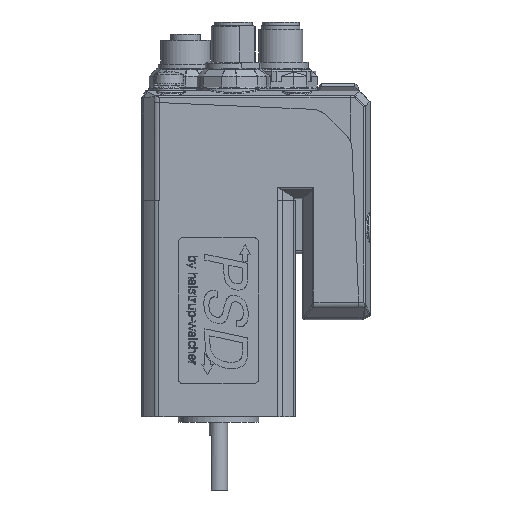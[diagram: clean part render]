
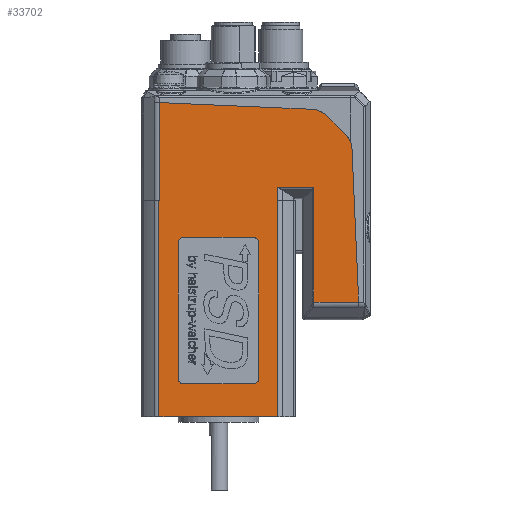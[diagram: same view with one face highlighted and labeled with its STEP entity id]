
A CAD part, left-side view. The second image highlights one B-rep face of the part: STEP entity #33702.
In plain terms, the highlighted planar face has unit normal (-1, 0, 0).
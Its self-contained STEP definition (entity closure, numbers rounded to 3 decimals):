
#2165=FACE_BOUND('',#5120,.T.);
#3224=FACE_OUTER_BOUND('',#5119,.T.);
#5119=EDGE_LOOP('',(#23564,#23565,#23566,#23567,#23568,#23569,#23570,#23571,
#23572,#23573,#23574,#23575,#23576,#23577,#23578));
#5120=EDGE_LOOP('',(#23579,#23580,#23581,#23582,#23583,#23584,#23585,#23586));
#7101=LINE('',#49468,#9573);
#7104=LINE('',#49483,#9576);
#7115=LINE('',#49525,#9587);
#7135=LINE('',#49603,#9607);
#7141=LINE('',#49629,#9613);
#7162=LINE('',#49714,#9634);
#7164=LINE('',#49729,#9636);
#7173=LINE('',#49811,#9645);
#7200=LINE('',#49897,#9672);
#7201=LINE('',#49899,#9673);
#7202=LINE('',#49901,#9674);
#7203=LINE('',#49905,#9675);
#7204=LINE('',#49908,#9676);
#7205=LINE('',#49913,#9677);
#7206=LINE('',#49917,#9678);
#7207=LINE('',#49921,#9679);
#7208=LINE('',#49924,#9680);
#9573=VECTOR('',#40144,10.);
#9576=VECTOR('',#40153,10.);
#9587=VECTOR('',#40192,10.);
#9607=VECTOR('',#40250,10.);
#9613=VECTOR('',#40270,10.);
#9634=VECTOR('',#40341,1000.);
#9636=VECTOR('',#40357,1000.);
#9645=VECTOR('',#40444,1000.);
#9672=VECTOR('',#40535,1000.);
#9673=VECTOR('',#40538,1000.);
#9674=VECTOR('',#40539,10.);
#9675=VECTOR('',#40542,10.);
#9676=VECTOR('',#40545,10.);
#9677=VECTOR('',#40548,10.);
#9678=VECTOR('',#40551,10.);
#9679=VECTOR('',#40554,10.);
#9680=VECTOR('',#40557,10.);
#12038=CIRCLE('',#36184,6.);
#12039=CIRCLE('',#36185,6.);
#12040=CIRCLE('',#36186,1.5);
#12041=CIRCLE('',#36187,1.5);
#12042=CIRCLE('',#36188,1.5);
#12043=CIRCLE('',#36189,1.5);
#13343=VERTEX_POINT('',#49459);
#13346=VERTEX_POINT('',#49467);
#13349=VERTEX_POINT('',#49482);
#13360=VERTEX_POINT('',#49522);
#13386=VERTEX_POINT('',#49599);
#13387=VERTEX_POINT('',#49601);
#13392=VERTEX_POINT('',#49627);
#13415=VERTEX_POINT('',#49713);
#13421=VERTEX_POINT('',#49727);
#13454=VERTEX_POINT('',#49808);
#13455=VERTEX_POINT('',#49810);
#13483=VERTEX_POINT('',#49900);
#13484=VERTEX_POINT('',#49902);
#13485=VERTEX_POINT('',#49904);
#13486=VERTEX_POINT('',#49906);
#13487=VERTEX_POINT('',#49909);
#13488=VERTEX_POINT('',#49910);
#13489=VERTEX_POINT('',#49912);
#13490=VERTEX_POINT('',#49914);
#13491=VERTEX_POINT('',#49916);
#13492=VERTEX_POINT('',#49918);
#13493=VERTEX_POINT('',#49920);
#13494=VERTEX_POINT('',#49922);
#17044=EDGE_CURVE('',#13343,#13346,#7101,.T.);
#17049=EDGE_CURVE('',#13346,#13349,#7104,.T.);
#17068=EDGE_CURVE('',#13349,#13360,#7115,.T.);
#17101=EDGE_CURVE('',#13387,#13386,#7135,.T.);
#17111=EDGE_CURVE('',#13392,#13343,#7141,.T.);
#17146=EDGE_CURVE('',#13360,#13415,#7162,.T.);
#17154=EDGE_CURVE('',#13421,#13387,#7164,.T.);
#17194=EDGE_CURVE('',#13455,#13454,#7173,.T.);
#17237=EDGE_CURVE('',#13421,#13455,#7200,.T.);
#17238=EDGE_CURVE('',#13415,#13454,#7201,.T.);
#17239=EDGE_CURVE('',#13483,#13392,#7202,.T.);
#17240=EDGE_CURVE('',#13484,#13483,#12038,.T.);
#17241=EDGE_CURVE('',#13485,#13484,#7203,.T.);
#17242=EDGE_CURVE('',#13486,#13485,#12039,.T.);
#17243=EDGE_CURVE('',#13386,#13486,#7204,.T.);
#17244=EDGE_CURVE('',#13487,#13488,#12040,.T.);
#17245=EDGE_CURVE('',#13488,#13489,#7205,.T.);
#17246=EDGE_CURVE('',#13489,#13490,#12041,.T.);
#17247=EDGE_CURVE('',#13490,#13491,#7206,.T.);
#17248=EDGE_CURVE('',#13491,#13492,#12042,.T.);
#17249=EDGE_CURVE('',#13492,#13493,#7207,.T.);
#17250=EDGE_CURVE('',#13493,#13494,#12043,.T.);
#17251=EDGE_CURVE('',#13494,#13487,#7208,.T.);
#23564=ORIENTED_EDGE('',*,*,#17238,.F.);
#23565=ORIENTED_EDGE('',*,*,#17146,.F.);
#23566=ORIENTED_EDGE('',*,*,#17068,.F.);
#23567=ORIENTED_EDGE('',*,*,#17049,.F.);
#23568=ORIENTED_EDGE('',*,*,#17044,.F.);
#23569=ORIENTED_EDGE('',*,*,#17111,.F.);
#23570=ORIENTED_EDGE('',*,*,#17239,.F.);
#23571=ORIENTED_EDGE('',*,*,#17240,.F.);
#23572=ORIENTED_EDGE('',*,*,#17241,.F.);
#23573=ORIENTED_EDGE('',*,*,#17242,.F.);
#23574=ORIENTED_EDGE('',*,*,#17243,.F.);
#23575=ORIENTED_EDGE('',*,*,#17101,.F.);
#23576=ORIENTED_EDGE('',*,*,#17154,.F.);
#23577=ORIENTED_EDGE('',*,*,#17237,.T.);
#23578=ORIENTED_EDGE('',*,*,#17194,.T.);
#23579=ORIENTED_EDGE('',*,*,#17244,.T.);
#23580=ORIENTED_EDGE('',*,*,#17245,.T.);
#23581=ORIENTED_EDGE('',*,*,#17246,.T.);
#23582=ORIENTED_EDGE('',*,*,#17247,.T.);
#23583=ORIENTED_EDGE('',*,*,#17248,.T.);
#23584=ORIENTED_EDGE('',*,*,#17249,.T.);
#23585=ORIENTED_EDGE('',*,*,#17250,.T.);
#23586=ORIENTED_EDGE('',*,*,#17251,.T.);
#30706=PLANE('',#36183);
#33702=ADVANCED_FACE('',(#3224,#2165),#30706,.F.);
#36183=AXIS2_PLACEMENT_3D('',#49898,#40536,#40537);
#36184=AXIS2_PLACEMENT_3D('',#49903,#40540,#40541);
#36185=AXIS2_PLACEMENT_3D('',#49907,#40543,#40544);
#36186=AXIS2_PLACEMENT_3D('',#49911,#40546,#40547);
#36187=AXIS2_PLACEMENT_3D('',#49915,#40549,#40550);
#36188=AXIS2_PLACEMENT_3D('',#49919,#40552,#40553);
#36189=AXIS2_PLACEMENT_3D('',#49923,#40555,#40556);
#40144=DIRECTION('',(0.,0.,1.));
#40153=DIRECTION('',(0.,1.,0.));
#40192=DIRECTION('',(0.,0.,-1.));
#40250=DIRECTION('',(0.,0.,1.));
#40270=DIRECTION('',(0.,1.,0.));
#40341=DIRECTION('',(0.,-1.,0.));
#40357=DIRECTION('',(0.,-1.,0.));
#40444=DIRECTION('',(0.,-1.,0.));
#40535=DIRECTION('',(0.,0.,-1.));
#40536=DIRECTION('center_axis',(1.,0.,0.));
#40537=DIRECTION('ref_axis',(0.,1.,0.));
#40538=DIRECTION('',(0.,0.,-1.));
#40539=DIRECTION('',(0.,-0.044,-0.999));
#40540=DIRECTION('center_axis',(1.,0.,0.));
#40541=DIRECTION('ref_axis',(0.,-0.707,0.707));
#40542=DIRECTION('',(0.,-0.707,-0.707));
#40543=DIRECTION('center_axis',(1.,0.,0.));
#40544=DIRECTION('ref_axis',(0.,-0.044,0.999));
#40545=DIRECTION('',(0.,-0.999,-0.044));
#40546=DIRECTION('center_axis',(1.,0.,0.));
#40547=DIRECTION('ref_axis',(0.,-1.,0.));
#40548=DIRECTION('',(0.,0.,-1.));
#40549=DIRECTION('center_axis',(1.,0.,0.));
#40550=DIRECTION('ref_axis',(0.,0.,
-1.));
#40551=DIRECTION('',(0.,1.,0.));
#40552=DIRECTION('center_axis',(1.,0.,0.));
#40553=DIRECTION('ref_axis',(0.,1.,0.));
#40554=DIRECTION('',(0.,0.,1.));
#40555=DIRECTION('center_axis',(1.,0.,0.));
#40556=DIRECTION('ref_axis',(0.,0.,
1.));
#40557=DIRECTION('',(0.,-1.,0.));
#49459=CARTESIAN_POINT('',(-21.,-26.061,31.328));
#49467=CARTESIAN_POINT('',(-21.,-26.061,62.561));
#49468=CARTESIAN_POINT('',(-21.,-26.061,52.106));
#49482=CARTESIAN_POINT('',(-21.,-16.172,62.561));
#49483=CARTESIAN_POINT('',(-21.,-15.106,62.561));
#49522=CARTESIAN_POINT('',(-21.,-16.172,59.));
#49525=CARTESIAN_POINT('',(-21.,-16.172,56.606));
#49599=CARTESIAN_POINT('',(-21.,16.172,85.789));
#49601=CARTESIAN_POINT('',(-21.,16.172,59.));
#49603=CARTESIAN_POINT('',(-21.,16.172,60.231));
#49627=CARTESIAN_POINT('',(-21.,-38.289,31.328));
#49629=CARTESIAN_POINT('',(-21.,-19.481,31.328));
#49713=CARTESIAN_POINT('',(-21.,-16.248,59.));
#49714=CARTESIAN_POINT('',(-21.,16.248,59.));
#49727=CARTESIAN_POINT('',(-21.,16.248,59.));
#49729=CARTESIAN_POINT('',(-21.,16.248,59.));
#49808=CARTESIAN_POINT('',(-21.,-16.248,0.));
#49810=CARTESIAN_POINT('',(-21.,16.248,0.));
#49811=CARTESIAN_POINT('',(-21.,16.248,0.));
#49897=CARTESIAN_POINT('',(-21.,16.248,49.3));
#49898=CARTESIAN_POINT('Origin',(-21.,16.248,49.3));
#49899=CARTESIAN_POINT('',(-21.,-16.248,49.3));
#49900=CARTESIAN_POINT('',(-21.,-36.466,73.076));
#49901=CARTESIAN_POINT('',(-21.,-36.466,73.076));
#49902=CARTESIAN_POINT('',(-21.,-34.715,77.057));
#49903=CARTESIAN_POINT('Origin',(-21.,-30.472,72.815));
#49904=CARTESIAN_POINT('',(-21.,-29.557,82.215));
#49905=CARTESIAN_POINT('',(-21.,-29.557,82.215));
#49906=CARTESIAN_POINT('',(-21.,-25.576,83.966));
#49907=CARTESIAN_POINT('Origin',(-21.,-25.315,77.972));
#49908=CARTESIAN_POINT('',(-21.,21.,86.));
#49909=CARTESIAN_POINT('',(-21.,-9.5,49.));
#49910=CARTESIAN_POINT('',(-21.,-11.,47.5));
#49911=CARTESIAN_POINT('Origin',(-21.,-9.5,47.5));
#49912=CARTESIAN_POINT('',(-21.,-11.,10.5));
#49913=CARTESIAN_POINT('',(-21.,-11.,29.9));
#49914=CARTESIAN_POINT('',(-21.,-9.5,9.));
#49915=CARTESIAN_POINT('Origin',(-21.,-9.5,10.5));
#49916=CARTESIAN_POINT('',(-21.,9.5,9.));
#49917=CARTESIAN_POINT('',(-21.,12.874,9.));
#49918=CARTESIAN_POINT('',(-21.,11.,10.5));
#49919=CARTESIAN_POINT('Origin',(-21.,9.5,10.5));
#49920=CARTESIAN_POINT('',(-21.,11.,47.5));
#49921=CARTESIAN_POINT('',(-21.,11.,48.4));
#49922=CARTESIAN_POINT('',(-21.,9.5,49.));
#49923=CARTESIAN_POINT('Origin',(-21.,9.5,47.5));
#49924=CARTESIAN_POINT('',(-21.,3.374,49.));
